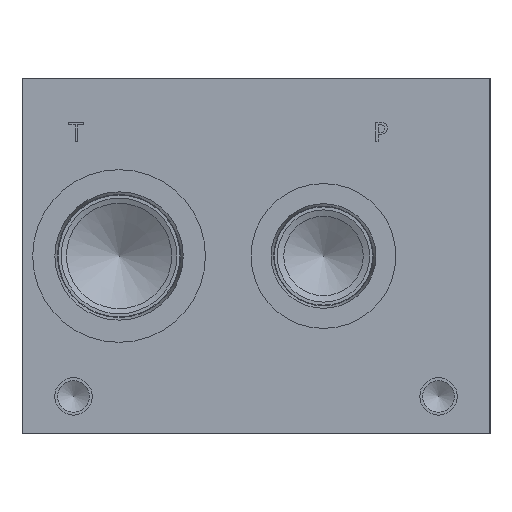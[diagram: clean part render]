
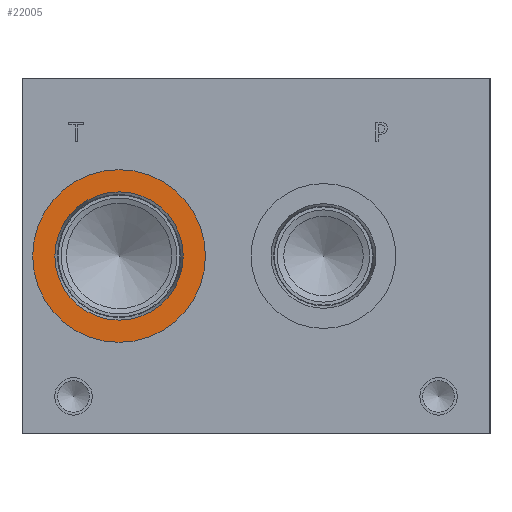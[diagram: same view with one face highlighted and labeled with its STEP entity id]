
A CAD part, left-side view. The second image highlights one B-rep face of the part: STEP entity #22005.
In plain terms, the highlighted planar face has unit normal (-1, 0, 0).
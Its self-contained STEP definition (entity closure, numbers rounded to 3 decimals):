
#1059=CIRCLE('',#23366,29.286);
#1060=CIRCLE('',#23367,29.286);
#1061=CIRCLE('',#23369,21.755);
#1062=CIRCLE('',#23370,21.755);
#2074=FACE_BOUND('',#4451,.T.);
#3139=FACE_OUTER_BOUND('',#4450,.T.);
#4450=EDGE_LOOP('',(#18624,#18625));
#4451=EDGE_LOOP('',(#18626,#18627));
#10090=VERTEX_POINT('',#37535);
#10091=VERTEX_POINT('',#37537);
#10092=VERTEX_POINT('',#37541);
#10093=VERTEX_POINT('',#37542);
#13070=EDGE_CURVE('',#10090,#10091,#1059,.T.);
#13071=EDGE_CURVE('',#10091,#10090,#1060,.T.);
#13072=EDGE_CURVE('',#10092,#10093,#1061,.T.);
#13073=EDGE_CURVE('',#10093,#10092,#1062,.T.);
#18624=ORIENTED_EDGE('',*,*,#13071,.F.);
#18625=ORIENTED_EDGE('',*,*,#13070,.F.);
#18626=ORIENTED_EDGE('',*,*,#13072,.T.);
#18627=ORIENTED_EDGE('',*,*,#13073,.T.);
#20349=PLANE('',#23368);
#22005=ADVANCED_FACE('',(#3139,#2074),#20349,.F.);
#23366=AXIS2_PLACEMENT_3D('',#37538,#27861,#27862);
#23367=AXIS2_PLACEMENT_3D('',#37539,#27863,#27864);
#23368=AXIS2_PLACEMENT_3D('',#37540,#27865,#27866);
#23369=AXIS2_PLACEMENT_3D('',#37543,#27867,#27868);
#23370=AXIS2_PLACEMENT_3D('',#37544,#27869,#27870);
#27861=DIRECTION('center_axis',(1.,0.,0.));
#27862=DIRECTION('ref_axis',(0.,0.,-1.));
#27863=DIRECTION('center_axis',(1.,0.,0.));
#27864=DIRECTION('ref_axis',(0.,0.,-1.));
#27865=DIRECTION('center_axis',(1.,0.,0.));
#27866=DIRECTION('ref_axis',(0.,0.,-1.));
#27867=DIRECTION('center_axis',(1.,0.,0.));
#27868=DIRECTION('ref_axis',(0.,0.,-1.));
#27869=DIRECTION('center_axis',(1.,0.,0.));
#27870=DIRECTION('ref_axis',(0.,0.,-1.));
#37535=CARTESIAN_POINT('',(0.787,125.832,31.039));
#37537=CARTESIAN_POINT('',(0.787,125.832,89.611));
#37538=CARTESIAN_POINT('Origin',(0.787,125.832,60.325));
#37539=CARTESIAN_POINT('Origin',(0.787,125.832,60.325));
#37540=CARTESIAN_POINT('Origin',(0.787,125.832,82.08));
#37541=CARTESIAN_POINT('',(0.787,125.832,82.08));
#37542=CARTESIAN_POINT('',(0.787,125.832,38.57));
#37543=CARTESIAN_POINT('Origin',(0.787,125.832,60.325));
#37544=CARTESIAN_POINT('Origin',(0.787,125.832,60.325));
